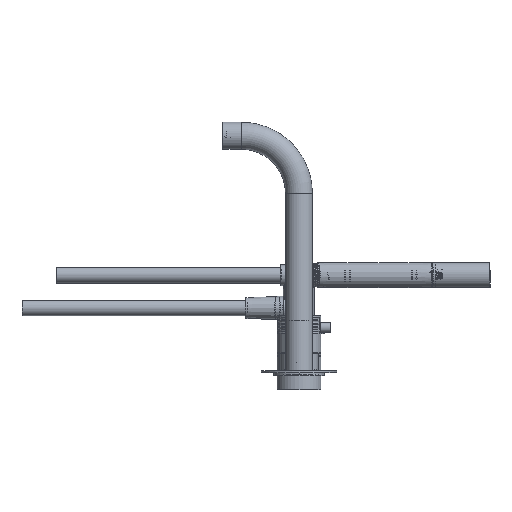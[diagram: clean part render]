
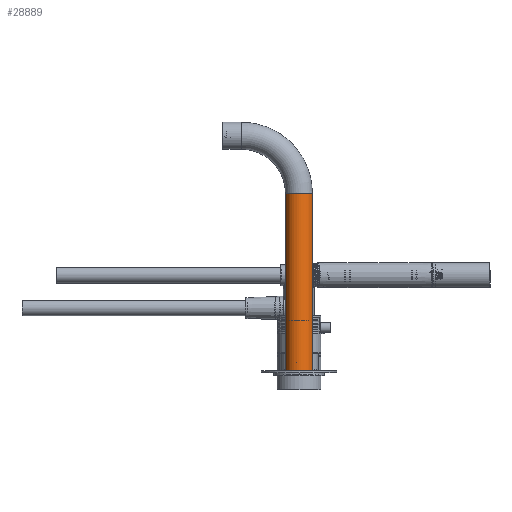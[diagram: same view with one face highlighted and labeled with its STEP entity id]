
A CAD part, front view. The second image highlights one B-rep face of the part: STEP entity #28889.
In plain terms, the highlighted cylindrical face has radius 13 mm (diameter 26 mm), a full revolution.
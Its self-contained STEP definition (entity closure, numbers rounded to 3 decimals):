
#4730=B_SPLINE_CURVE_WITH_KNOTS('',3,(#45474,#45475,#45476,#45477,#45478,
#45479,#45480,#45481,#45482,#45483,#45484),.UNSPECIFIED.,.T.,.F.,(1,1,1,
1,1,1,1,1,1,1,1,1,1,1,1),(-0.004,-0.003,-0.001,
0.,0.001,0.003,0.004,0.005,
0.006,0.008,0.009,0.01,
0.012,0.013,0.014),.UNSPECIFIED.);
#5772=CYLINDRICAL_SURFACE('',#34402,13.);
#6186=ORIENTED_EDGE('',*,*,#14609,.T.);
#6187=ORIENTED_EDGE('',*,*,#14617,.F.);
#6188=ORIENTED_EDGE('',*,*,#14618,.T.);
#14609=EDGE_CURVE('',#18826,#18826,#21700,.T.);
#14617=EDGE_CURVE('',#18834,#18834,#21707,.T.);
#14618=EDGE_CURVE('',#18835,#18835,#4730,.T.);
#18826=VERTEX_POINT('',#45442);
#18834=VERTEX_POINT('',#45473);
#18835=VERTEX_POINT('',#45485);
#21700=CIRCLE('',#34391,13.);
#21707=CIRCLE('',#34403,13.);
#22933=EDGE_LOOP('',(#6186));
#22934=EDGE_LOOP('',(#6187));
#22935=EDGE_LOOP('',(#6188));
#25492=FACE_BOUND('',#22933,.T.);
#25493=FACE_BOUND('',#22934,.T.);
#25494=FACE_BOUND('',#22935,.T.);
#28889=ADVANCED_FACE('',(#25492,#25493,#25494),#5772,.T.);
#34391=AXIS2_PLACEMENT_3D('',#45441,#37496,#37497);
#34402=AXIS2_PLACEMENT_3D('',#45471,#37518,#37519);
#34403=AXIS2_PLACEMENT_3D('',#45472,#37520,#37521);
#37496=DIRECTION('',(1.,0.,0.));
#37497=DIRECTION('',(0.,0.,-1.));
#37518=DIRECTION('',(-1.,0.,0.));
#37519=DIRECTION('',(0.,-1.,0.));
#37520=DIRECTION('',(1.,0.,0.));
#37521=DIRECTION('',(0.,0.,-1.));
#45441=CARTESIAN_POINT('',(0.,0.,0.));
#45442=CARTESIAN_POINT('',(0.,0.,-13.));
#45471=CARTESIAN_POINT('',(170.,0.,0.));
#45472=CARTESIAN_POINT('',(170.,0.,0.));
#45473=CARTESIAN_POINT('',(170.,0.,-13.));
#45474=CARTESIAN_POINT('',(6.294,-12.948,-1.292));
#45475=CARTESIAN_POINT('',(5.,-12.868,-1.829));
#45476=CARTESIAN_POINT('',(3.708,-12.948,-1.294));
#45477=CARTESIAN_POINT('',(3.171,-13.026,0.));
#45478=CARTESIAN_POINT('',(3.706,-12.948,1.292));
#45479=CARTESIAN_POINT('',(5.,-12.868,1.829));
#45480=CARTESIAN_POINT('',(6.292,-12.948,1.294));
#45481=CARTESIAN_POINT('',(6.829,-13.026,0.));
#45482=CARTESIAN_POINT('',(6.294,-12.948,-1.292));
#45483=CARTESIAN_POINT('',(5.,-12.868,-1.829));
#45484=CARTESIAN_POINT('',(3.708,-12.948,-1.294));
#45485=CARTESIAN_POINT('',(5.,-12.895,-1.65));
